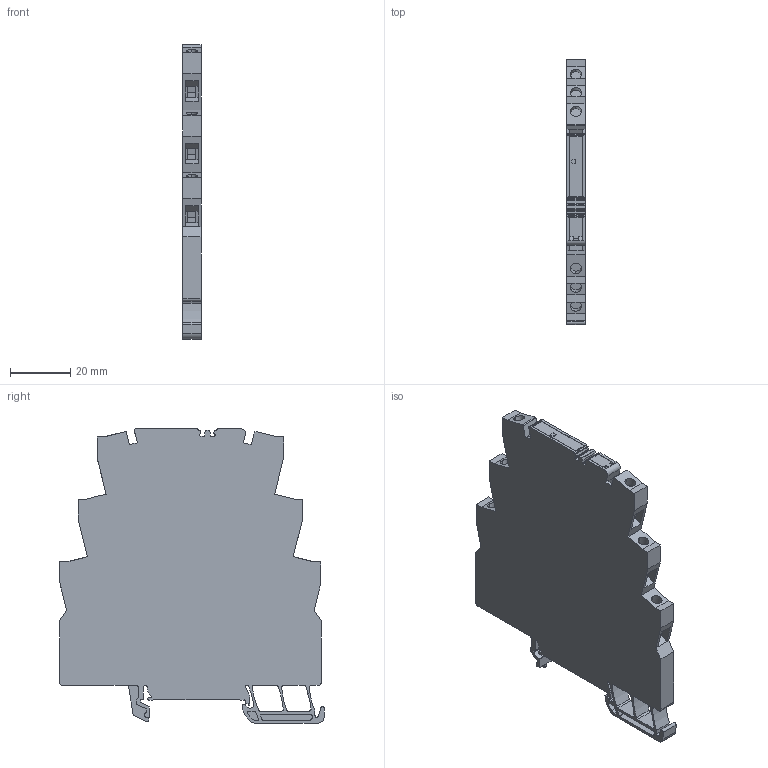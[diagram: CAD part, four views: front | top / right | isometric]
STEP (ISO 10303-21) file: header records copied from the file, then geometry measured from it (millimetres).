
FILE_DESCRIPTION(('CATIA V5R24 STEP','CAx-IF Rec.Pracs.--- Model Styling and Organization---1.2---2011-12-15'),'2;1');
FILE_NAME ('6614396_4', '2018-06-20T11:54:45+00:00', ('Weidmueller Interface'), ('Weidmueller'), 'CATIA Version 5-6 Release 2014 SP4', 'CATIA V5 STEP AP214', 'none');
FILE_SCHEMA(('AUTOMOTIVE_DESIGN { 1 0 10303 214 1 1 1 1 }'));
Length unit declared in the file: millimetre
Products named in the file (1): 8937830000
Bounding box: 6.05 x 88.1 x 97.8 mm (x, y, z)
Volume: 39124.2 mm3; surface area: 18470.1 mm2
Topology: 4 solids, 4 shells, 394 faces, 1214 edges, 844 vertices
Faces by surface type: plane 261, cylinder 106, extrusion 27
Entity records: 14168 total; most frequent: CARTESIAN_POINT 3344, ORIENTED_EDGE 2428, DIRECTION 1699, EDGE_CURVE 1214, VECTOR 903, LINE 876, VERTEX_POINT 844, AXIS2_PLACEMENT_3D 501
